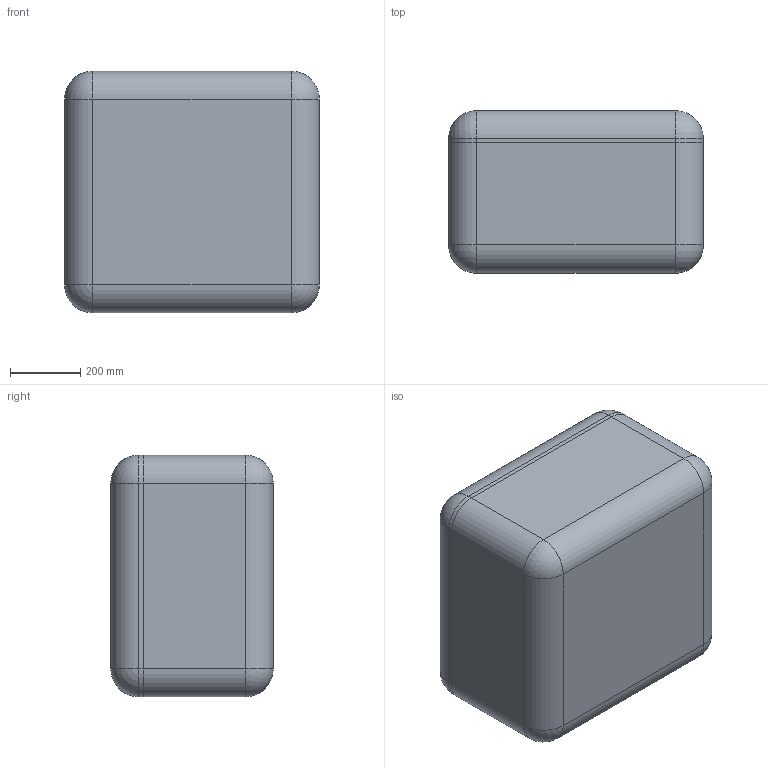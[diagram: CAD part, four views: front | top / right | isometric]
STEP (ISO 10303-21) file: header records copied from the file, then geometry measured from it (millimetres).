
FILE_DESCRIPTION (( 'STEP AP214' ), '1' );
FILE_NAME ('Òðàíñïîðòíûé êîíòåéíåð ÀÄÌÈÐÀË®ÏÐÎÔÅÑÑÈÎÍÀËÜÍÛÅ 067_óïðîùåííàÿ 3D-ìîäåëü.STEP', '2025-09-17T07:03:05', ( '' ), ( '' ), 'SwSTEP 2.0', 'SolidWorks 2021', '' );
FILE_SCHEMA (( 'AUTOMOTIVE_DESIGN' ));
Length unit declared in the file: millimetre
Products named in the file (3): Lid_63_REV2 (óïð); Òðàíñïîðòíûé êîíòåéíåð ÀÄÌÈÐÀË®ÏÐÎÔÅÑÑÈÎÍÀËÜÍÛÅ 067_óïðîùåííàÿ 3D-ìîäåëü; Base 68(óïð)
Assembly tree (2 placements, depth 2):
  Òðàíñïîðòíûé êîíòåéíåð ÀÄÌÈÐÀË®ÏÐÎÔÅÑÑÈÎÍÀËÜÍÛÅ 067_óïðîùåííàÿ 3D-ìîäåëü
    Base 68(óïð)
    Lid_63_REV2 (óïð)
Bounding box: 727 x 463.42 x 690 mm (x, y, z)
Volume: 86574944.2 mm3; surface area: 4685319.4 mm2
Topology: 2 solids, 2 shells, 1187 faces, 2876 edges, 1672 vertices
Faces by surface type: cylinder 488, bspline 340, plane 195, torus 124, cone 20, sphere 20
Entity records: 64560 total; most frequent: CARTESIAN_POINT 39172, ORIENTED_EDGE 5688, DIRECTION 4900, EDGE_CURVE 2844, AXIS2_PLACEMENT_3D 1960, VERTEX_POINT 1672, EDGE_LOOP 1202, ADVANCED_FACE 1187
